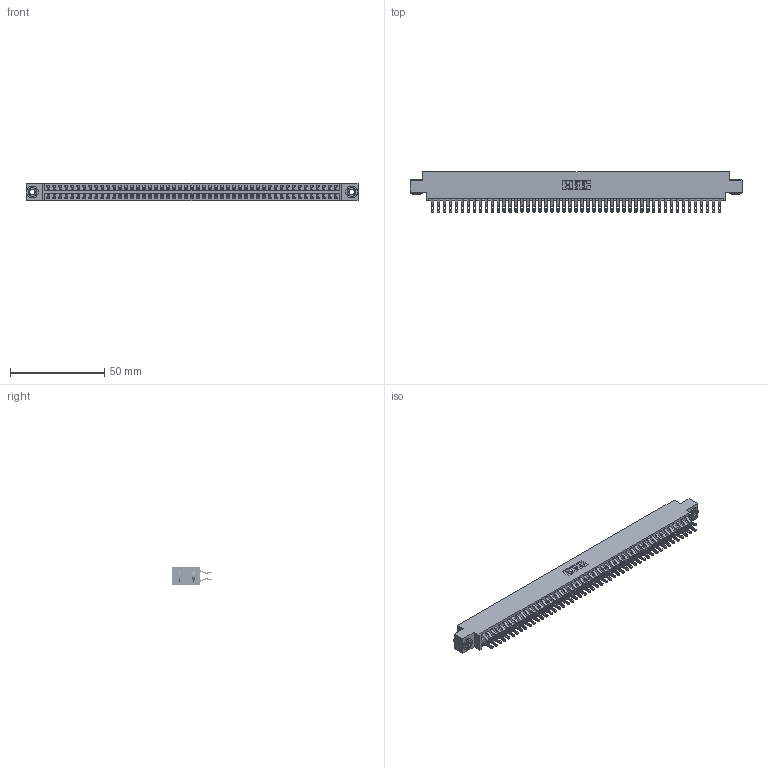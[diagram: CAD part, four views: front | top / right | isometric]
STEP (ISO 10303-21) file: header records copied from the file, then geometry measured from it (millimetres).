
FILE_DESCRIPTION (( 'STEP AP203' ), '1' );
FILE_NAME ('396-098-555-803.STEP', '2019-11-02T17:11:26', ( '' ), ( '' ), 'SwSTEP 2.0', 'SolidWorks 2016', '' );
FILE_SCHEMA (( 'CONFIG_CONTROL_DESIGN' ));
Length unit declared in the file: inch
Products named in the file (4): 346 Part_0.170 Offset - 0.156 Dia-TH; 345-292-001_555 Tail; 345-250-002_345-250-002-102; 396-098-555-803
Assembly tree (101 placements, depth 2):
  396-098-555-803
    346 Part_0.170 Offset - 0.156 Dia-TH
    345-292-001_555 Tail  x98
    345-250-002_345-250-002-102  x2
Bounding box: 176.15 x 21.46 x 9.4 mm (x, y, z)
Volume: 17380.1 mm3; surface area: 25407.2 mm2
Topology: 101 solids, 101 shells, 5848 faces, 18351 edges, 12230 vertices
Faces by surface type: plane 3324, cylinder 2516, cone 8
Entity records: 32144 total; most frequent: CARTESIAN_POINT 5301, ORIENTED_EDGE 5198, DIRECTION 4721, EDGE_CURVE 2599, LINE 2227, VECTOR 2227, VERTEX_POINT 1730, AXIS2_PLACEMENT_3D 1247
